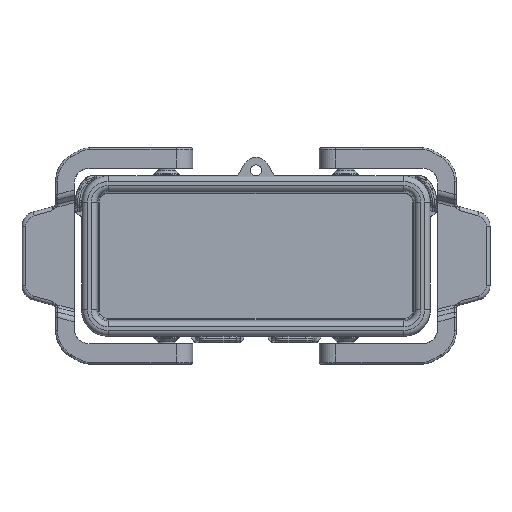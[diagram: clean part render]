
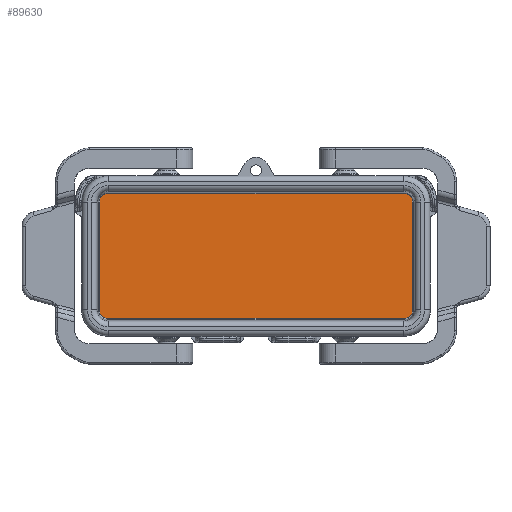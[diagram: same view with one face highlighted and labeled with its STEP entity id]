
A CAD part, top view. The second image highlights one B-rep face of the part: STEP entity #89630.
In plain terms, the highlighted planar face has unit normal (0, 0, 1).
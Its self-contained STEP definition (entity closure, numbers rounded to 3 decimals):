
#16210=CARTESIAN_POINT('',(-14.5,8.219,-9.5));
#16220=VERTEX_POINT('',#16210);
#16250=CARTESIAN_POINT('',(-14.5,6.001,-9.5));
#16260=DIRECTION('',(0.,0.,1.));
#16270=DIRECTION('',(-1.,0.,0.));
#16280=AXIS2_PLACEMENT_3D('',#16250,#16260,#16270);
#16290=CIRCLE('',#16280,2.217);
#16300=CARTESIAN_POINT('',(-16.717,6.001,
-9.5));
#16310=VERTEX_POINT('',#16300);
#16320=EDGE_CURVE('',#16220,#16310,#16290,.T.);
#32810=CARTESIAN_POINT('',(16.717,6.001,-9.5));
#32820=VERTEX_POINT('',#32810);
#32850=CARTESIAN_POINT('',(14.5,6.001,-9.5));
#32860=DIRECTION('',(0.,0.,-1.));
#32870=DIRECTION('',(1.,0.,0.));
#32880=AXIS2_PLACEMENT_3D('',#32850,#32860,#32870);
#32890=CIRCLE('',#32880,2.217);
#32900=CARTESIAN_POINT('',(14.5,8.219,-9.5));
#32910=VERTEX_POINT('',#32900);
#32920=EDGE_CURVE('',#32910,#32820,#32890,.T.);
#34770=CARTESIAN_POINT('',(-14.5,8.219,-9.5));
#34780=DIRECTION('',(1.,0.,0.));
#34790=VECTOR('',#34780,1.);
#34800=LINE('',#34770,#34790);
#34810=EDGE_CURVE('',#16220,#32910,#34800,.T.);
#38070=CARTESIAN_POINT('',(14.5,-75.716,-9.5));
#38080=VERTEX_POINT('',#38070);
#38110=CARTESIAN_POINT('',(14.5,-73.499,-9.5));
#38120=DIRECTION('',(0.,0.,1.));
#38130=DIRECTION('',(1.,0.,0.));
#38140=AXIS2_PLACEMENT_3D('',#38110,#38120,#38130);
#38150=CIRCLE('',#38140,2.217);
#38160=CARTESIAN_POINT('',(16.717,-73.499,
-9.5));
#38170=VERTEX_POINT('',#38160);
#38180=EDGE_CURVE('',#38080,#38170,#38150,.T.);
#62550=CARTESIAN_POINT('',(16.717,-99.999,-9.5));
#62560=DIRECTION('',(0.,1.,0.));
#62570=VECTOR('',#62560,1.);
#62580=LINE('',#62550,#62570);
#62590=EDGE_CURVE('',#38170,#32820,#62580,.T.);
#67000=CARTESIAN_POINT('',(-16.717,-14.497,
-9.5));
#67010=DIRECTION('',(0.,-1.,0.));
#67020=VECTOR('',#67010,1.);
#67030=LINE('',#67000,#67020);
#67040=CARTESIAN_POINT('',(-16.717,-73.499,
-9.5));
#67050=VERTEX_POINT('',#67040);
#67060=EDGE_CURVE('',#16310,#67050,#67030,.T.);
#69960=CARTESIAN_POINT('',(-14.5,-73.499,
-9.5));
#69970=DIRECTION('',(0.,0.,-1.));
#69980=DIRECTION('',(-1.,0.,0.));
#69990=AXIS2_PLACEMENT_3D('',#69960,#69970,#69980);
#70000=CIRCLE('',#69990,2.217);
#70010=CARTESIAN_POINT('',(-14.5,-75.716,-9.5));
#70020=VERTEX_POINT('',#70010);
#70030=EDGE_CURVE('',#70020,#67050,#70000,.T.);
#89430=CARTESIAN_POINT('',(18.389,-6.758,
-9.5));
#89440=DIRECTION('',(0.,0.,-1.));
#89450=DIRECTION('',(1.,0.,0.));
#89460=AXIS2_PLACEMENT_3D('',#89430,#89440,#89450);
#89470=PLANE('',#89460);
#89480=ORIENTED_EDGE('',*,*,#16320,.T.);
#89490=ORIENTED_EDGE('',*,*,#34810,.F.);
#89500=ORIENTED_EDGE('',*,*,#32920,.F.);
#89510=ORIENTED_EDGE('',*,*,#62590,.T.);
#89520=ORIENTED_EDGE('',*,*,#38180,.T.);
#89530=CARTESIAN_POINT('',(-14.5,-75.716,-9.5));
#89540=DIRECTION('',(1.,0.,0.));
#89550=VECTOR('',#89540,1.);
#89560=LINE('',#89530,#89550);
#89570=EDGE_CURVE('',#70020,#38080,#89560,.T.);
#89580=ORIENTED_EDGE('',*,*,#89570,.T.);
#89590=ORIENTED_EDGE('',*,*,#70030,.F.);
#89600=ORIENTED_EDGE('',*,*,#67060,.T.);
#89610=EDGE_LOOP('',(#89600,#89590,#89580,#89520,#89510,#89500,#89490,
#89480));
#89620=FACE_OUTER_BOUND('',#89610,.T.);
#89630=ADVANCED_FACE('',(#89620),#89470,.F.);
